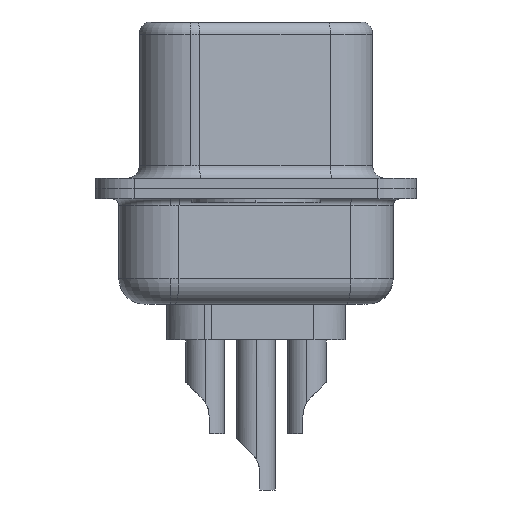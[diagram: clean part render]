
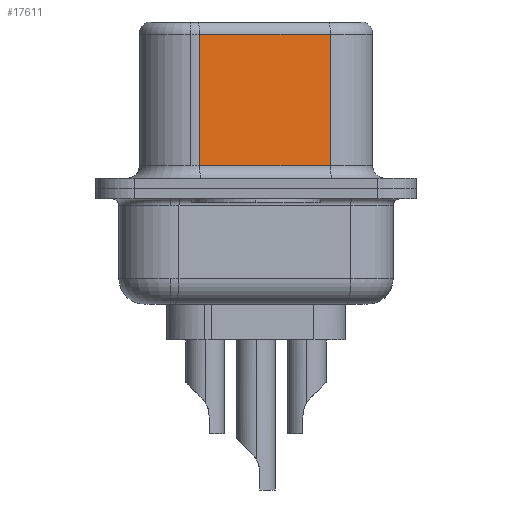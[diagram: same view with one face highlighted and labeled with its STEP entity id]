
A CAD part, left-side view. The second image highlights one B-rep face of the part: STEP entity #17611.
In plain terms, the highlighted planar face has unit normal (-0.985, -0.174, 0).
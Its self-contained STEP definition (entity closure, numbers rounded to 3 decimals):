
#231 = CARTESIAN_POINT ( 'NONE',  ( 4.555, -2.897, 6.52 ) ) ;
#294 = VECTOR ( 'NONE', #3455, 1000. ) ;
#1889 = CARTESIAN_POINT ( 'NONE',  ( 3.655, 2.203, 6.52 ) ) ;
#2205 = CARTESIAN_POINT ( 'NONE',  ( 4.555, -2.897, 6.02 ) ) ;
#2285 = CARTESIAN_POINT ( 'NONE',  ( 3.655, 2.203, 6.02 ) ) ;
#2296 = DIRECTION ( 'NONE',  ( 0.174, -0.985, 0. ) ) ;
#3235 = EDGE_CURVE ( 'NONE', #4566, #16956, #4926, .T. ) ;
#3455 = DIRECTION ( 'NONE',  ( 0., 0., -1. ) ) ;
#3571 = EDGE_CURVE ( 'NONE', #12799, #16956, #6697, .T. ) ;
#4076 = DIRECTION ( 'NONE',  ( -0.174, 0.985, 0. ) ) ;
#4566 = VERTEX_POINT ( 'NONE', #2205 ) ;
#4926 = LINE ( 'NONE', #18841, #11266 ) ;
#4982 = DIRECTION ( 'NONE',  ( -0.174, 0.985, 0. ) ) ;
#5308 = ORIENTED_EDGE ( 'NONE', *, *, #10817, .T. ) ;
#6697 = LINE ( 'NONE', #12112, #18251 ) ;
#7156 = ORIENTED_EDGE ( 'NONE', *, *, #3571, .T. ) ;
#7971 = FACE_OUTER_BOUND ( 'NONE', #13984, .T. ) ;
#8341 = AXIS2_PLACEMENT_3D ( 'NONE', #231, #13685, #4982 ) ;
#9275 = PLANE ( 'NONE',  #8341 ) ;
#10817 = EDGE_CURVE ( 'NONE', #4566, #17272, #16242, .T. ) ;
#11266 = VECTOR ( 'NONE', #17468, 1000. ) ;
#11341 = CARTESIAN_POINT ( 'NONE',  ( 4.555, -2.897, 6.02 ) ) ;
#12112 = CARTESIAN_POINT ( 'NONE',  ( 4.555, -2.897, 0.9 ) ) ;
#12799 = VERTEX_POINT ( 'NONE', #14672 ) ;
#13685 = DIRECTION ( 'NONE',  ( 0.985, 0.174, 0. ) ) ;
#13984 = EDGE_LOOP ( 'NONE', ( #14798, #5308, #18926, #7156 ) ) ;
#14672 = CARTESIAN_POINT ( 'NONE',  ( 3.655, 2.203, 0.9 ) ) ;
#14798 = ORIENTED_EDGE ( 'NONE', *, *, #3235, .F. ) ;
#15279 = EDGE_CURVE ( 'NONE', #17272, #12799, #16888, .T. ) ;
#15770 = VECTOR ( 'NONE', #4076, 1000. ) ;
#16242 = LINE ( 'NONE', #11341, #15770 ) ;
#16888 = LINE ( 'NONE', #1889, #294 ) ;
#16956 = VERTEX_POINT ( 'NONE', #18801 ) ;
#17272 = VERTEX_POINT ( 'NONE', #2285 ) ;
#17468 = DIRECTION ( 'NONE',  ( 0., 0., -1. ) ) ;
#17611 = ADVANCED_FACE ( 'NONE', ( #7971 ), #9275, .F. ) ;
#18251 = VECTOR ( 'NONE', #2296, 1000. ) ;
#18801 = CARTESIAN_POINT ( 'NONE',  ( 4.555, -2.897, 0.9 ) ) ;
#18841 = CARTESIAN_POINT ( 'NONE',  ( 4.555, -2.897, 6.52 ) ) ;
#18926 = ORIENTED_EDGE ( 'NONE', *, *, #15279, .T. ) ;
